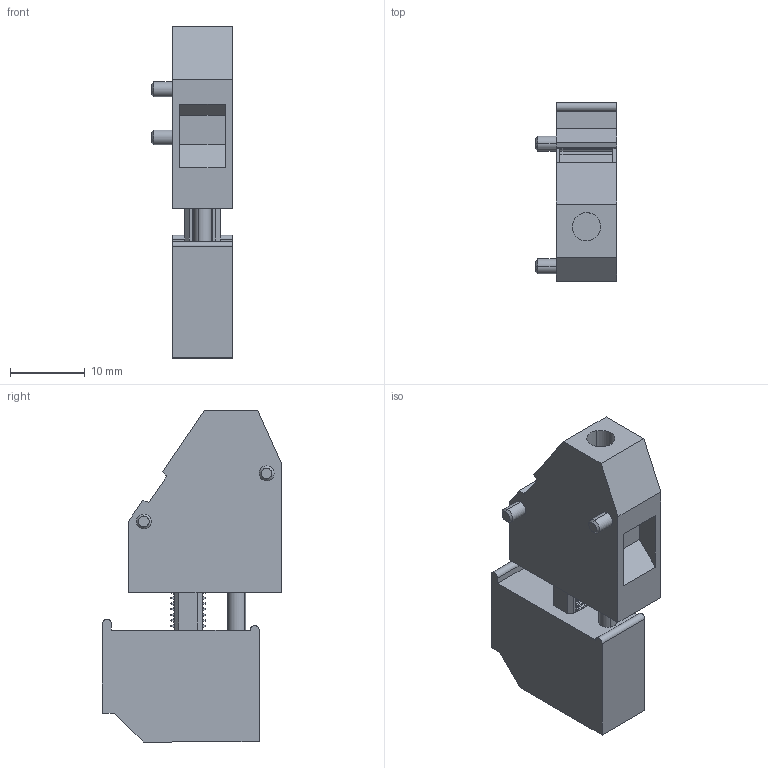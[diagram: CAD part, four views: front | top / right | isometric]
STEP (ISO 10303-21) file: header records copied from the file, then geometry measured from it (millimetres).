
FILE_DESCRIPTION(('CATIA V5 STEP Exchange','CAx-IF Rec.Pracs.--- Model Styling and Organization---1.2---2011-12-15'),'2;1');
FILE_NAME ('D1467943_0', '2018-11-30T11:29:44+00:00', ('none'), ('Weidmueller'), 'CATIA Version 5-6 Release 2014', 'CATIA V5 STEP AP214', 'none');
FILE_SCHEMA(('AUTOMOTIVE_DESIGN { 1 0 10303 214 1 1 1 1 }'));
Length unit declared in the file: millimetre
Products named in the file (1): 1936620000
Bounding box: 10.9 x 24 x 44.5 mm (x, y, z)
Volume: 5489.1 mm3; surface area: 3657.6 mm2
Topology: 3 solids, 3 shells, 246 faces, 614 edges, 406 vertices
Faces by surface type: plane 166, cylinder 74, cone 4, torus 2
Entity records: 6952 total; most frequent: ORIENTED_EDGE 1228, CARTESIAN_POINT 1219, DIRECTION 1010, EDGE_CURVE 614, VECTOR 458, LINE 458, VERTEX_POINT 406, AXIS2_PLACEMENT_3D 355
